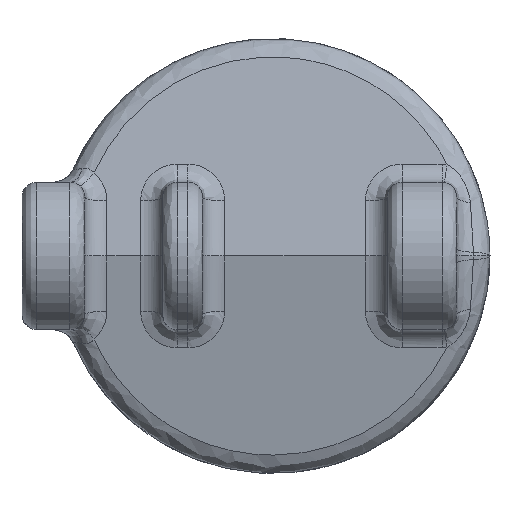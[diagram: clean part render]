
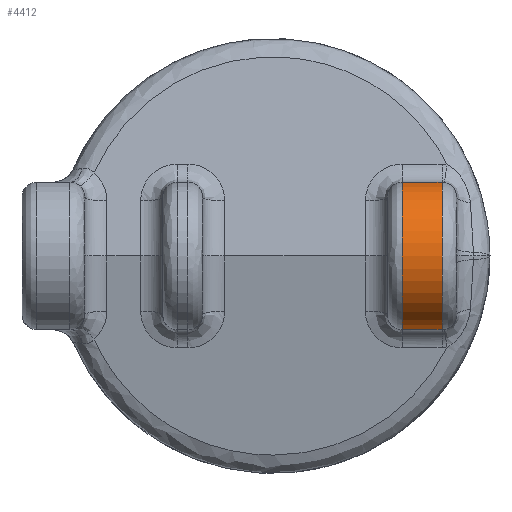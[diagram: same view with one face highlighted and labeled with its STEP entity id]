
A CAD part, front view. The second image highlights one B-rep face of the part: STEP entity #4412.
In plain terms, the highlighted cylindrical face has radius 10 mm (diameter 20 mm), a partial arc.
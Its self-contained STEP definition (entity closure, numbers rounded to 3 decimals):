
#26 = VERTEX_POINT ( 'NONE', #252 ) ;
#60 = VERTEX_POINT ( 'NONE', #286 ) ;
#89 = VERTEX_POINT ( 'NONE', #315 ) ;
#90 = VERTEX_POINT ( 'NONE', #316 ) ;
#252 = CARTESIAN_POINT ( 'NONE',  ( 23., -25.25, -10. ) ) ;
#286 = CARTESIAN_POINT ( 'NONE',  ( 17.6, -25.25, 10. ) ) ;
#315 = CARTESIAN_POINT ( 'NONE',  ( 23., -25.25, 10. ) ) ;
#316 = CARTESIAN_POINT ( 'NONE',  ( 17.6, -25.25, -10. ) ) ;
#474 = EDGE_LOOP ( 'NONE', ( #1080, #1081, #1082, #1083 ) ) ;
#1080 = ORIENTED_EDGE ( 'NONE', *, *, #10778, .F. ) ;
#1081 = ORIENTED_EDGE ( 'NONE', *, *, #10775, .T. ) ;
#1082 = ORIENTED_EDGE ( 'NONE', *, *, #10765, .T. ) ;
#1083 = ORIENTED_EDGE ( 'NONE', *, *, #10769, .F. ) ;
#2819 = AXIS2_PLACEMENT_3D ( 'NONE', #3671, #3765, #3766 ) ;
#2826 = AXIS2_PLACEMENT_3D ( 'NONE', #3868, #3870, #3871 ) ;
#3666 = CARTESIAN_POINT ( 'NONE',  ( 0., -25.25, -10. ) ) ;
#3667 = DIRECTION ( 'NONE',  ( 1., 0., 0. ) ) ;
#3671 = CARTESIAN_POINT ( 'NONE',  ( 23., -25.25, 0. ) ) ;
#3765 = DIRECTION ( 'NONE',  ( 1., 0., 0. ) ) ;
#3766 = DIRECTION ( 'NONE',  ( 0., 0.022, 1. ) ) ;
#3868 = CARTESIAN_POINT ( 'NONE',  ( 17.6, -25.25, 0. ) ) ;
#3870 = DIRECTION ( 'NONE',  ( 1., 0., 0. ) ) ;
#3871 = DIRECTION ( 'NONE',  ( 0., 0., -1. ) ) ;
#3911 = CARTESIAN_POINT ( 'NONE',  ( 0., -25.25, 10. ) ) ;
#3912 = DIRECTION ( 'NONE',  ( 1., 0., 0. ) ) ;
#4412 = ADVANCED_FACE ( 'NONE', ( #9974 ), #9969, .T. ) ;
#9757 = DIRECTION ( 'NONE',  ( 0., 0., -1. ) ) ;
#9819 = DIRECTION ( 'NONE',  ( 1., 0., 0. ) ) ;
#9820 = CARTESIAN_POINT ( 'NONE',  ( 100., -25.25, 0. ) ) ;
#9969 = CYLINDRICAL_SURFACE ( 'NONE', #11155, 10. ) ;
#9974 = FACE_OUTER_BOUND ( 'NONE', #474, .T. ) ;
#10233 = VECTOR ( 'NONE', #3667, 1000. ) ;
#10234 = LINE ( 'NONE', #3666, #10233 ) ;
#10238 = LINE ( 'NONE', #3911, #10249 ) ;
#10241 = CIRCLE ( 'NONE', #2819, 10. ) ;
#10248 = CIRCLE ( 'NONE', #2826, 10. ) ;
#10249 = VECTOR ( 'NONE', #3912, 1000. ) ;
#10765 = EDGE_CURVE ( 'NONE', #90, #26, #10234, .T. ) ;
#10769 = EDGE_CURVE ( 'NONE', #89, #26, #10241, .T. ) ;
#10775 = EDGE_CURVE ( 'NONE', #60, #90, #10248, .T. ) ;
#10778 = EDGE_CURVE ( 'NONE', #60, #89, #10238, .T. ) ;
#11155 = AXIS2_PLACEMENT_3D ( 'NONE', #9820, #9819, #9757 ) ;
